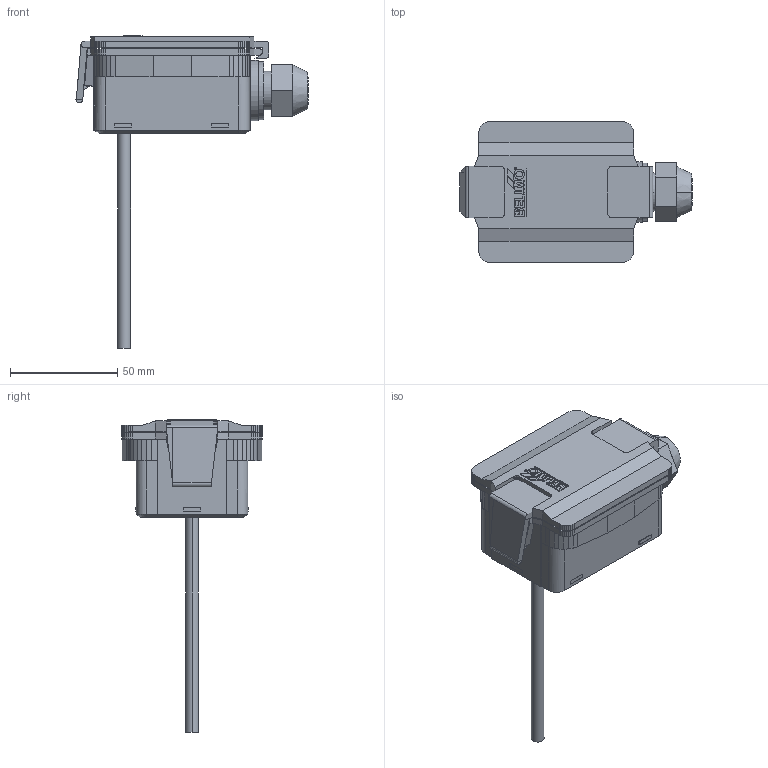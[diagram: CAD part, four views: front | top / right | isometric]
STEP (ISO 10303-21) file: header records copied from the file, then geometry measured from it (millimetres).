
FILE_DESCRIPTION(('no description'),'unknown implementation level');
FILE_NAME('Belimo_01DT-1CL_3D.stp',' ',('pit-cup GmbH'),('CADClick - KiM GmbH - www.kimweb.de'),'unknown preprocess','ACIS','unknown authorization');
FILE_SCHEMA(('automotive_design'));
Length unit declared in the file: millimetre
Products named in the file (2): 1; 2
Bounding box: 108.01 x 65.52 x 145.6 mm (x, y, z)
Volume: 198299.4 mm3; surface area: 29116.9 mm2
Topology: 2 solids, 2 shells, 478 faces, 1280 edges, 835 vertices
Faces by surface type: plane 395, cylinder 77, cone 6
Entity records: 29144 total; most frequent: STYLED_ITEM 2595, PRESENTATION_STYLE_ASSIGNMENT 2595, CARTESIAN_POINT 2595, COLOUR_RGB 2595, ORIENTED_EDGE 2562, DIRECTION 2410, EDGE_CURVE 1280, CURVE_STYLE 1280
